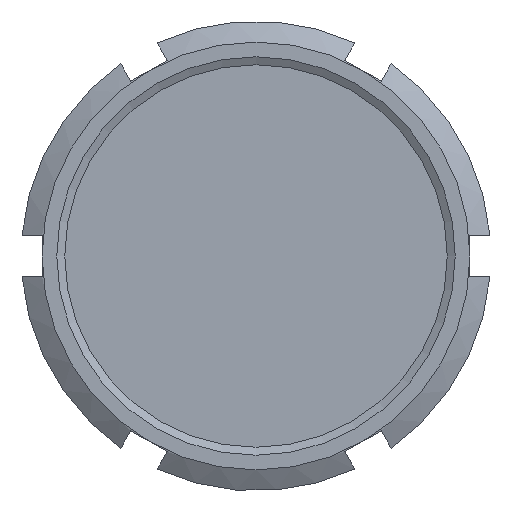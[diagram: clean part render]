
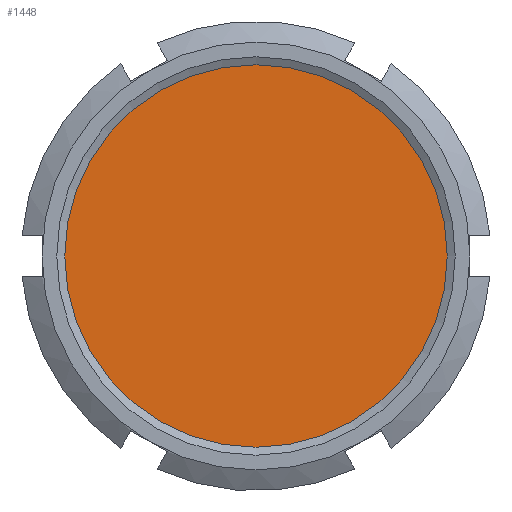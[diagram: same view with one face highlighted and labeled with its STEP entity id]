
A CAD part, left-side view. The second image highlights one B-rep face of the part: STEP entity #1448.
In plain terms, the highlighted planar face has unit normal (-1, 0, 0).
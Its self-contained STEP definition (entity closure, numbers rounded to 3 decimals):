
#1432=CARTESIAN_POINT('',(-4.5,23.95,0.0));
#1433=DIRECTION('',(-1.0,0.0,0.0));
#1434=DIRECTION('',(0.0,0.0,1.0));
#1435=AXIS2_PLACEMENT_3D('',#1432,#1433,#1434);
#1436=PLANE('',#1435);
#1437=CARTESIAN_POINT('',(-4.5,47.9,0.0));
#1438=VERTEX_POINT('',#1437);
#1439=CARTESIAN_POINT('',(-4.5,0.0,0.0));
#1440=DIRECTION('',(1.0,0.0,0.0));
#1441=DIRECTION('',(0.0,1.0,0.0));
#1442=AXIS2_PLACEMENT_3D('',#1439,#1440,#1441);
#1443=CIRCLE('',#1442,47.9);
#1444=EDGE_CURVE('',#1438,#1438,#1443,.T.);
#1445=ORIENTED_EDGE('',*,*,#1444,.F.);
#1446=EDGE_LOOP('',(#1445));
#1447=FACE_OUTER_BOUND('',#1446,.T.);
#1448=ADVANCED_FACE('',(#1447),#1436,.T.);
